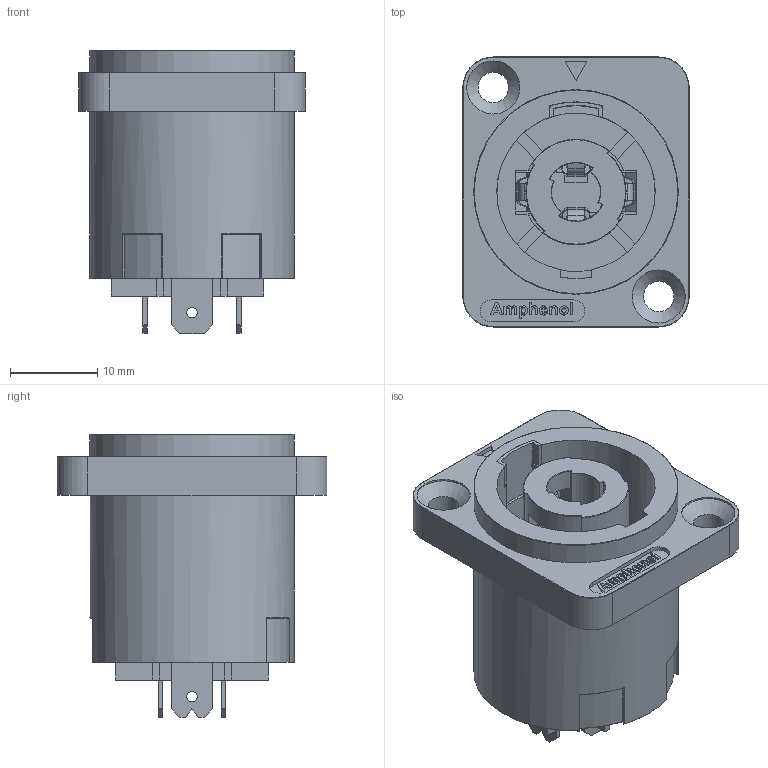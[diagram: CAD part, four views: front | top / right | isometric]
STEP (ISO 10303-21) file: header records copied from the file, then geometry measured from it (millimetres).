
FILE_DESCRIPTION((''),'2;1');
FILE_NAME('SP-4-MD.stp','2016-08-23T09:22:28',('minh'),(''),'Autodesk Inventor 2012','Autodesk Inventor 2012','');
FILE_SCHEMA(('AUTOMOTIVE_DESIGN { 1 0 10303 214 1 1 1 1 }'));
Length unit declared in the file: inch
Products named in the file (1): SP-4-MD_Shrinkwrap_1
Bounding box: 26 x 31 x 32.5 mm (x, y, z)
Surface area: 8132 mm2 (no closed solid volume)
Topology: 0 solids, 23 shells, 306 faces, 1500 edges, 1189 vertices
Faces by surface type: plane 224, cylinder 56, bspline 16, torus 8, cone 2
Full cylindrical faces by diameter (mm): 1.2 x4, 3.5 x2, 6.1 x2, 23.5 x2
Entity records: 15772 total; most frequent: CARTESIAN_POINT 4100, DIRECTION 2157, ORIENTED_EDGE 2031, EDGE_CURVE 1484, VERTEX_POINT 1186, VECTOR 1071, LINE 1071, AXIS2_PLACEMENT_3D 543
